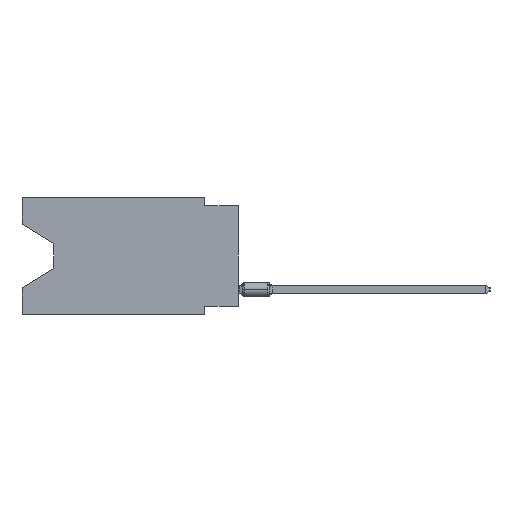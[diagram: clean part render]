
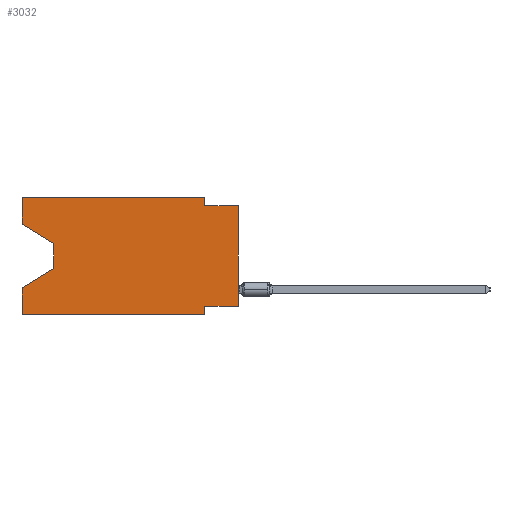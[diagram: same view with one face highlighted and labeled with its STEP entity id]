
A CAD part, left-side view. The second image highlights one B-rep face of the part: STEP entity #3032.
In plain terms, the highlighted planar face has unit normal (-1, 0, 0).
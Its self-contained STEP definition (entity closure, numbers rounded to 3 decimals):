
#83 = ORIENTED_EDGE ( 'NONE', *, *, #19015, .F. ) ;
#269 = VERTEX_POINT ( 'NONE', #3288 ) ;
#612 = LINE ( 'NONE', #15759, #24398 ) ;
#710 = LINE ( 'NONE', #15221, #23263 ) ;
#794 = CARTESIAN_POINT ( 'NONE',  ( 0., 0., -0.635 ) ) ;
#1017 = VECTOR ( 'NONE', #21034, 1000. ) ;
#1652 = DIRECTION ( 'NONE',  ( 0., -1., 0. ) ) ;
#1706 = ORIENTED_EDGE ( 'NONE', *, *, #2833, .T. ) ;
#1953 = CARTESIAN_POINT ( 'NONE',  ( 0., 16.383, -2.038 ) ) ;
#2833 = EDGE_CURVE ( 'NONE', #9094, #15555, #20709, .T. ) ;
#3032 = ADVANCED_FACE ( 'NONE', ( #29594 ), #19715, .F. ) ;
#3067 = DIRECTION ( 'NONE',  ( 0., 0., -1. ) ) ;
#3154 = DIRECTION ( 'NONE',  ( 0., -1., 0. ) ) ;
#3261 = VECTOR ( 'NONE', #3154, 1000. ) ;
#3288 = CARTESIAN_POINT ( 'NONE',  ( 0., 2.54, -8.255 ) ) ;
#3320 = LINE ( 'NONE', #25020, #12951 ) ;
#4163 = DIRECTION ( 'NONE',  ( 0., 0., 1. ) ) ;
#4587 = VECTOR ( 'NONE', #25360, 1000. ) ;
#4904 = ORIENTED_EDGE ( 'NONE', *, *, #17020, .F. ) ;
#5213 = VERTEX_POINT ( 'NONE', #18609 ) ;
#5682 = DIRECTION ( 'NONE',  ( 0., 0., -1. ) ) ;
#6078 = CARTESIAN_POINT ( 'NONE',  ( 0., 13.97, -3.505 ) ) ;
#6200 = LINE ( 'NONE', #18954, #23912 ) ;
#6213 = ORIENTED_EDGE ( 'NONE', *, *, #26502, .F. ) ;
#6623 = AXIS2_PLACEMENT_3D ( 'NONE', #10154, #24526, #5682 ) ;
#7698 = CARTESIAN_POINT ( 'NONE',  ( 0., 2.54, -8.89 ) ) ;
#7878 = EDGE_CURVE ( 'NONE', #22837, #24001, #20860, .T. ) ;
#8419 = CARTESIAN_POINT ( 'NONE',  ( 0., 0., -8.255 ) ) ;
#8721 = EDGE_LOOP ( 'NONE', ( #11740, #29655, #1706, #31009, #25711, #83, #24796, #25192, #4904, #6213, #22444, #23412 ) ) ;
#8773 = VECTOR ( 'NONE', #29930, 1000. ) ;
#9094 = VERTEX_POINT ( 'NONE', #22667 ) ;
#10154 = CARTESIAN_POINT ( 'NONE',  ( 0., 16.383, 0. ) ) ;
#10338 = DIRECTION ( 'NONE',  ( 0., 0., -1. ) ) ;
#11144 = CARTESIAN_POINT ( 'NONE',  ( 0., 16.383, 0. ) ) ;
#11157 = CARTESIAN_POINT ( 'NONE',  ( 0., 13.97, -5.385 ) ) ;
#11266 = CARTESIAN_POINT ( 'NONE',  ( 0., 16.383, 0. ) ) ;
#11678 = VECTOR ( 'NONE', #3067, 1000. ) ;
#11684 = EDGE_CURVE ( 'NONE', #20693, #9094, #612, .T. ) ;
#11740 = ORIENTED_EDGE ( 'NONE', *, *, #24630, .T. ) ;
#11758 = EDGE_CURVE ( 'NONE', #5213, #15555, #6200, .T. ) ;
#12843 = DIRECTION ( 'NONE',  ( 0., 0., -1. ) ) ;
#12951 = VECTOR ( 'NONE', #26931, 1000. ) ;
#13236 = LINE ( 'NONE', #794, #4587 ) ;
#13284 = CARTESIAN_POINT ( 'NONE',  ( 0., 2.54, -0.635 ) ) ;
#15147 = VECTOR ( 'NONE', #1652, 1000. ) ;
#15221 = CARTESIAN_POINT ( 'NONE',  ( 0., 2.54, 0. ) ) ;
#15555 = VERTEX_POINT ( 'NONE', #19810 ) ;
#15731 = EDGE_CURVE ( 'NONE', #23498, #269, #19686, .T. ) ;
#15759 = CARTESIAN_POINT ( 'NONE',  ( 0., 13.97, -3.505 ) ) ;
#16267 = LINE ( 'NONE', #26012, #25319 ) ;
#16553 = DIRECTION ( 'NONE',  ( 0., 0., 1. ) ) ;
#17020 = EDGE_CURVE ( 'NONE', #22759, #18844, #13236, .T. ) ;
#17143 = CARTESIAN_POINT ( 'NONE',  ( 0., 0., -8.255 ) ) ;
#18609 = CARTESIAN_POINT ( 'NONE',  ( 0., 16.383, -8.89 ) ) ;
#18844 = VERTEX_POINT ( 'NONE', #21735 ) ;
#18954 = CARTESIAN_POINT ( 'NONE',  ( 0., 16.383, 0. ) ) ;
#19015 = EDGE_CURVE ( 'NONE', #269, #23800, #24923, .T. ) ;
#19686 = LINE ( 'NONE', #17143, #24920 ) ;
#19715 = PLANE ( 'NONE',  #6623 ) ;
#19810 = CARTESIAN_POINT ( 'NONE',  ( 0., 16.383, -6.852 ) ) ;
#20693 = VERTEX_POINT ( 'NONE', #6078 ) ;
#20709 = LINE ( 'NONE', #11157, #1017 ) ;
#20860 = LINE ( 'NONE', #11144, #8773 ) ;
#21034 = DIRECTION ( 'NONE',  ( 0., 0.855, -0.519 ) ) ;
#21735 = CARTESIAN_POINT ( 'NONE',  ( 0., 0., -0.635 ) ) ;
#22093 = CARTESIAN_POINT ( 'NONE',  ( 0., 2.54, -8.89 ) ) ;
#22444 = ORIENTED_EDGE ( 'NONE', *, *, #29859, .F. ) ;
#22667 = CARTESIAN_POINT ( 'NONE',  ( 0., 13.97, -5.385 ) ) ;
#22759 = VERTEX_POINT ( 'NONE', #13284 ) ;
#22837 = VERTEX_POINT ( 'NONE', #1953 ) ;
#23263 = VECTOR ( 'NONE', #12843, 1000. ) ;
#23412 = ORIENTED_EDGE ( 'NONE', *, *, #7878, .F. ) ;
#23498 = VERTEX_POINT ( 'NONE', #8419 ) ;
#23518 = CARTESIAN_POINT ( 'NONE',  ( 0., 16.383, -8.89 ) ) ;
#23800 = VERTEX_POINT ( 'NONE', #22093 ) ;
#23912 = VECTOR ( 'NONE', #16553, 1000. ) ;
#24001 = VERTEX_POINT ( 'NONE', #11266 ) ;
#24384 = CARTESIAN_POINT ( 'NONE',  ( 0., 16.383, 0. ) ) ;
#24398 = VECTOR ( 'NONE', #10338, 1000. ) ;
#24526 = DIRECTION ( 'NONE',  ( 1., 0., 0. ) ) ;
#24630 = EDGE_CURVE ( 'NONE', #22837, #20693, #3320, .T. ) ;
#24796 = ORIENTED_EDGE ( 'NONE', *, *, #15731, .F. ) ;
#24920 = VECTOR ( 'NONE', #26728, 1000. ) ;
#24923 = LINE ( 'NONE', #7698, #11678 ) ;
#25009 = LINE ( 'NONE', #24384, #3261 ) ;
#25020 = CARTESIAN_POINT ( 'NONE',  ( 0., 16.383, -2.038 ) ) ;
#25192 = ORIENTED_EDGE ( 'NONE', *, *, #27493, .T. ) ;
#25319 = VECTOR ( 'NONE', #4163, 1000. ) ;
#25360 = DIRECTION ( 'NONE',  ( 0., -1., 0. ) ) ;
#25711 = ORIENTED_EDGE ( 'NONE', *, *, #28328, .T. ) ;
#26012 = CARTESIAN_POINT ( 'NONE',  ( 0., 0., 0. ) ) ;
#26502 = EDGE_CURVE ( 'NONE', #31219, #22759, #710, .T. ) ;
#26728 = DIRECTION ( 'NONE',  ( 0., 1., 0. ) ) ;
#26931 = DIRECTION ( 'NONE',  ( 0., -0.855, -0.519 ) ) ;
#27493 = EDGE_CURVE ( 'NONE', #23498, #18844, #16267, .T. ) ;
#28328 = EDGE_CURVE ( 'NONE', #5213, #23800, #28598, .T. ) ;
#28598 = LINE ( 'NONE', #23518, #15147 ) ;
#29594 = FACE_OUTER_BOUND ( 'NONE', #8721, .T. ) ;
#29655 = ORIENTED_EDGE ( 'NONE', *, *, #11684, .T. ) ;
#29656 = CARTESIAN_POINT ( 'NONE',  ( 0., 2.54, 0. ) ) ;
#29859 = EDGE_CURVE ( 'NONE', #24001, #31219, #25009, .T. ) ;
#29930 = DIRECTION ( 'NONE',  ( 0., 0., 1. ) ) ;
#31009 = ORIENTED_EDGE ( 'NONE', *, *, #11758, .F. ) ;
#31219 = VERTEX_POINT ( 'NONE', #29656 ) ;
